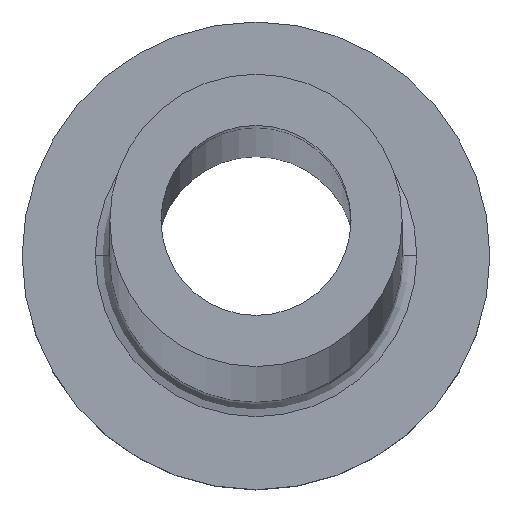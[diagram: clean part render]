
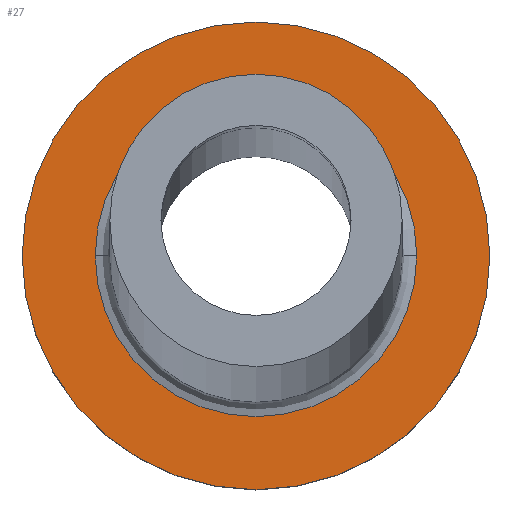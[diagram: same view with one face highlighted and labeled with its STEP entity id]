
A CAD part, top view. The second image highlights one B-rep face of the part: STEP entity #27.
In plain terms, the highlighted planar face has unit normal (0, 0, 1).
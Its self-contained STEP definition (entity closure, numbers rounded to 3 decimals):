
#22 = DIRECTION ( 'NONE',  ( 1., 0., 0. ) ) ;
#27 = ADVANCED_FACE ( 'NONE', ( #269, #66 ), #315, .T. ) ;
#40 = EDGE_LOOP ( 'NONE', ( #420, #457 ) ) ;
#66 = FACE_OUTER_BOUND ( 'NONE', #395, .T. ) ;
#75 = CARTESIAN_POINT ( 'NONE',  ( 0., 0., 5. ) ) ;
#87 = CARTESIAN_POINT ( 'NONE',  ( 0., 0., 5. ) ) ;
#97 = DIRECTION ( 'NONE',  ( 0., 0., -1. ) ) ;
#145 = AXIS2_PLACEMENT_3D ( 'NONE', #199, #97, #323 ) ;
#147 = VERTEX_POINT ( 'NONE', #430 ) ;
#155 = DIRECTION ( 'NONE',  ( 0., 0., 1. ) ) ;
#178 = DIRECTION ( 'NONE',  ( 0., 0., -1. ) ) ;
#189 = ORIENTED_EDGE ( 'NONE', *, *, #339, .T. ) ;
#194 = ORIENTED_EDGE ( 'NONE', *, *, #408, .T. ) ;
#197 = CIRCLE ( 'NONE', #251, 8. ) ;
#199 = CARTESIAN_POINT ( 'NONE',  ( 0., 0., 5. ) ) ;
#208 = AXIS2_PLACEMENT_3D ( 'NONE', #403, #155, #307 ) ;
#224 = AXIS2_PLACEMENT_3D ( 'NONE', #87, #386, #22 ) ;
#244 = CARTESIAN_POINT ( 'NONE',  ( 5.5, 0., 5. ) ) ;
#245 = CIRCLE ( 'NONE', #415, 5.5 ) ;
#251 = AXIS2_PLACEMENT_3D ( 'NONE', #321, #409, #366 ) ;
#261 = EDGE_CURVE ( 'NONE', #299, #397, #455, .T. ) ;
#269 = FACE_BOUND ( 'NONE', #40, .T. ) ;
#299 = VERTEX_POINT ( 'NONE', #442 ) ;
#307 = DIRECTION ( 'NONE',  ( 1., 0., 0. ) ) ;
#315 = PLANE ( 'NONE',  #208 ) ;
#321 = CARTESIAN_POINT ( 'NONE',  ( 0., 0., 5. ) ) ;
#323 = DIRECTION ( 'NONE',  ( 1., 0., 0. ) ) ;
#325 = CIRCLE ( 'NONE', #224, 8. ) ;
#339 = EDGE_CURVE ( 'NONE', #147, #460, #325, .T. ) ;
#366 = DIRECTION ( 'NONE',  ( 1., 0., 0. ) ) ;
#386 = DIRECTION ( 'NONE',  ( 0., 0., 1. ) ) ;
#395 = EDGE_LOOP ( 'NONE', ( #194, #189 ) ) ;
#397 = VERTEX_POINT ( 'NONE', #244 ) ;
#403 = CARTESIAN_POINT ( 'NONE',  ( 0., 0., 5. ) ) ;
#408 = EDGE_CURVE ( 'NONE', #460, #147, #197, .T. ) ;
#409 = DIRECTION ( 'NONE',  ( 0., 0., 1. ) ) ;
#415 = AXIS2_PLACEMENT_3D ( 'NONE', #75, #178, #434 ) ;
#420 = ORIENTED_EDGE ( 'NONE', *, *, #429, .T. ) ;
#429 = EDGE_CURVE ( 'NONE', #397, #299, #245, .T. ) ;
#430 = CARTESIAN_POINT ( 'NONE',  ( 8., 0., 5. ) ) ;
#434 = DIRECTION ( 'NONE',  ( 1., 0., 0. ) ) ;
#438 = CARTESIAN_POINT ( 'NONE',  ( -8., 0., 5. ) ) ;
#442 = CARTESIAN_POINT ( 'NONE',  ( -5.5, 0., 5. ) ) ;
#455 = CIRCLE ( 'NONE', #145, 5.5 ) ;
#457 = ORIENTED_EDGE ( 'NONE', *, *, #261, .T. ) ;
#460 = VERTEX_POINT ( 'NONE', #438 ) ;
